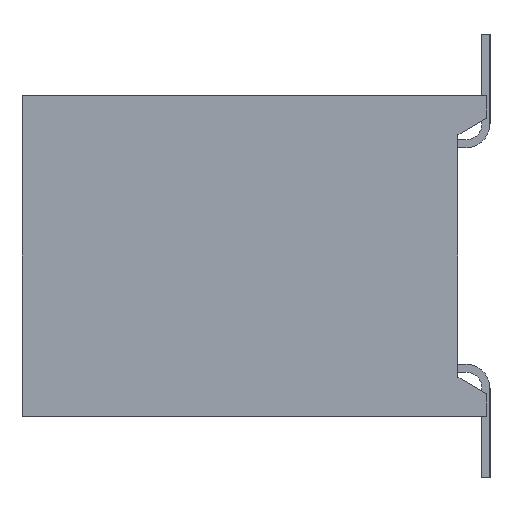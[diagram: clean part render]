
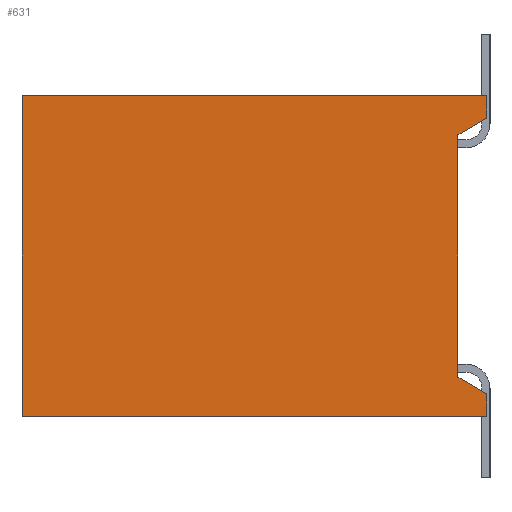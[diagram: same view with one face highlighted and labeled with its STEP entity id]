
A CAD part, left-side view. The second image highlights one B-rep face of the part: STEP entity #631.
In plain terms, the highlighted planar face has unit normal (-1, 0, 0).
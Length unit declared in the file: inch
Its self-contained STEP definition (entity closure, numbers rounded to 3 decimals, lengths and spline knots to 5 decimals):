
#631 = ADVANCED_FACE( '', ( #1605 ), #1606, .F. );
#1605 = FACE_OUTER_BOUND( '', #2981, .T. );
#1606 = PLANE( '', #2982 );
#2981 = EDGE_LOOP( '', ( #4701, #4702, #4703, #4704, #4705, #4706, #4707, #4708 ) );
#2982 = AXIS2_PLACEMENT_3D( '', #4709, #4710, #4711 );
#4701 = ORIENTED_EDGE( '', *, *, #8840, .F. );
#4702 = ORIENTED_EDGE( '', *, *, #8841, .T. );
#4703 = ORIENTED_EDGE( '', *, *, #8842, .F. );
#4704 = ORIENTED_EDGE( '', *, *, #8843, .F. );
#4705 = ORIENTED_EDGE( '', *, *, #8844, .T. );
#4706 = ORIENTED_EDGE( '', *, *, #8845, .T. );
#4707 = ORIENTED_EDGE( '', *, *, #8846, .F. );
#4708 = ORIENTED_EDGE( '', *, *, #8847, .F. );
#4709 = CARTESIAN_POINT( '', ( -0.45, 0.29, -0.1 ) );
#4710 = DIRECTION( '', ( 1., 0., 0. ) );
#4711 = DIRECTION( '', ( 0., 0., -1. ) );
#8840 = EDGE_CURVE( '', #10846, #10847, #10848, .T. );
#8841 = EDGE_CURVE( '', #10846, #10849, #10850, .T. );
#8842 = EDGE_CURVE( '', #10851, #10849, #10852, .T. );
#8843 = EDGE_CURVE( '', #10853, #10851, #10854, .T. );
#8844 = EDGE_CURVE( '', #10853, #10855, #10856, .T. );
#8845 = EDGE_CURVE( '', #10855, #10857, #10858, .T. );
#8846 = EDGE_CURVE( '', #10859, #10857, #10860, .T. );
#8847 = EDGE_CURVE( '', #10847, #10859, #10861, .T. );
#10846 = VERTEX_POINT( '', #13708 );
#10847 = VERTEX_POINT( '', #13709 );
#10848 = LINE( '', #13710, #13711 );
#10849 = VERTEX_POINT( '', #13712 );
#10850 = LINE( '', #13713, #13714 );
#10851 = VERTEX_POINT( '', #13715 );
#10852 = LINE( '', #13716, #13717 );
#10853 = VERTEX_POINT( '', #13718 );
#10854 = LINE( '', #13719, #13720 );
#10855 = VERTEX_POINT( '', #13721 );
#10856 = LINE( '', #13722, #13723 );
#10857 = VERTEX_POINT( '', #13724 );
#10858 = LINE( '', #13725, #13726 );
#10859 = VERTEX_POINT( '', #13727 );
#10860 = LINE( '', #13728, #13729 );
#10861 = LINE( '', #13730, #13731 );
#13708 = CARTESIAN_POINT( '', ( -0.45, 0., 0.086 ) );
#13709 = CARTESIAN_POINT( '', ( -0.45, 0.018, 0.07561 ) );
#13710 = CARTESIAN_POINT( '', ( -0.45, 0.29804, -0.08607 ) );
#13711 = VECTOR( '', #16960, 39.37008 );
#13712 = CARTESIAN_POINT( '', ( -0.45, 0., 0.1 ) );
#13713 = CARTESIAN_POINT( '', ( -0.45, 0., -0.1 ) );
#13714 = VECTOR( '', #16961, 39.37008 );
#13715 = CARTESIAN_POINT( '', ( -0.45, 0.29, 0.1 ) );
#13716 = CARTESIAN_POINT( '', ( -0.45, 0.29, 0.1 ) );
#13717 = VECTOR( '', #16962, 39.37008 );
#13718 = CARTESIAN_POINT( '', ( -0.45, 0.29, -0.1 ) );
#13719 = CARTESIAN_POINT( '', ( -0.45, 0.29, -0.1 ) );
#13720 = VECTOR( '', #16963, 39.37008 );
#13721 = CARTESIAN_POINT( '', ( -0.45, 0., -0.1 ) );
#13722 = CARTESIAN_POINT( '', ( -0.45, 0.29, -0.1 ) );
#13723 = VECTOR( '', #16964, 39.37008 );
#13724 = CARTESIAN_POINT( '', ( -0.45, 0., -0.086 ) );
#13725 = CARTESIAN_POINT( '', ( -0.45, 0., -0.1 ) );
#13726 = VECTOR( '', #16965, 39.37008 );
#13727 = CARTESIAN_POINT( '', ( -0.45, 0.018, -0.07561 ) );
#13728 = CARTESIAN_POINT( '', ( -0.45, 0.21144, 0.03607 ) );
#13729 = VECTOR( '', #16966, 39.37008 );
#13730 = CARTESIAN_POINT( '', ( -0.45, 0.018, -0.1 ) );
#13731 = VECTOR( '', #16967, 39.37008 );
#16960 = DIRECTION( '', ( 0., 0.866, -0.5 ) );
#16961 = DIRECTION( '', ( 0., 0., 1. ) );
#16962 = DIRECTION( '', ( 0., -1., 0. ) );
#16963 = DIRECTION( '', ( 0., 0., 1. ) );
#16964 = DIRECTION( '', ( 0., -1., 0. ) );
#16965 = DIRECTION( '', ( 0., 0., 1. ) );
#16966 = DIRECTION( '', ( 0., -0.866, -0.5 ) );
#16967 = DIRECTION( '', ( 0., 0., -1. ) );
